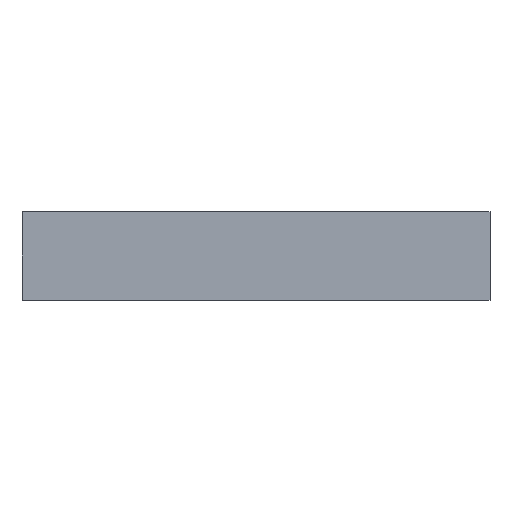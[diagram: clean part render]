
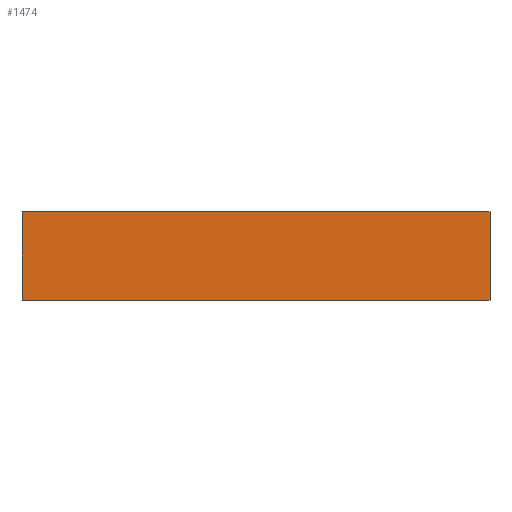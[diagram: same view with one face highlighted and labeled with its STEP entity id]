
A CAD part, front view. The second image highlights one B-rep face of the part: STEP entity #1474.
In plain terms, the highlighted planar face has unit normal (0, -1, 0).
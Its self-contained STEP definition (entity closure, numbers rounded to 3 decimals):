
#32 = VERTEX_POINT('',#33);
#33 = CARTESIAN_POINT('',(-269.,-723.305,
    -17.196));
#39 = EDGE_CURVE('',#32,#40,#42,.T.);
#40 = VERTEX_POINT('',#41);
#41 = CARTESIAN_POINT('',(-269.,-723.305,
    11.195));
#42 = LINE('',#43,#44);
#43 = CARTESIAN_POINT('',(-269.,-723.305,
    -10.095));
#44 = VECTOR('',#45,1.);
#45 = DIRECTION('',(0.,0.,1.));
#1455 = EDGE_CURVE('',#40,#1456,#1458,.T.);
#1456 = VERTEX_POINT('',#1457);
#1457 = CARTESIAN_POINT('',(-118.5,-723.305,11.195));
#1458 = LINE('',#1459,#1460);
#1459 = CARTESIAN_POINT('',(-194.,-723.305,11.195));
#1460 = VECTOR('',#1461,1.);
#1461 = DIRECTION('',(1.,0.,0.));
#1474 = ADVANCED_FACE('',(#1475),#1493,.T.);
#1475 = FACE_BOUND('',#1476,.T.);
#1476 = EDGE_LOOP('',(#1477,#1478,#1486,#1492));
#1477 = ORIENTED_EDGE('',*,*,#39,.F.);
#1478 = ORIENTED_EDGE('',*,*,#1479,.F.);
#1479 = EDGE_CURVE('',#1480,#32,#1482,.T.);
#1480 = VERTEX_POINT('',#1481);
#1481 = CARTESIAN_POINT('',(-118.5,-723.305,-17.196));
#1482 = LINE('',#1483,#1484);
#1483 = CARTESIAN_POINT('',(-194.,-723.305,-17.196));
#1484 = VECTOR('',#1485,1.);
#1485 = DIRECTION('',(-1.,-0.,-0.));
#1486 = ORIENTED_EDGE('',*,*,#1487,.T.);
#1487 = EDGE_CURVE('',#1480,#1456,#1488,.T.);
#1488 = LINE('',#1489,#1490);
#1489 = CARTESIAN_POINT('',(-118.5,-723.305,-17.196));
#1490 = VECTOR('',#1491,1.);
#1491 = DIRECTION('',(0.,0.,1.));
#1492 = ORIENTED_EDGE('',*,*,#1455,.F.);
#1493 = PLANE('',#1494);
#1494 = AXIS2_PLACEMENT_3D('',#1495,#1496,#1497);
#1495 = CARTESIAN_POINT('',(-193.75,-723.305,
    -3.));
#1496 = DIRECTION('',(0.,-1.,-0.));
#1497 = DIRECTION('',(-1.,0.,0.));
